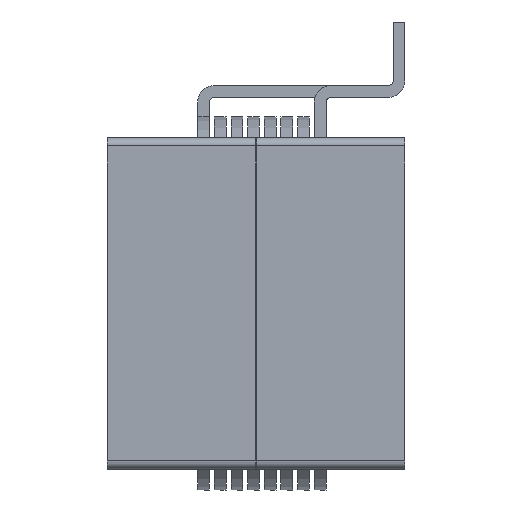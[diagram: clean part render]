
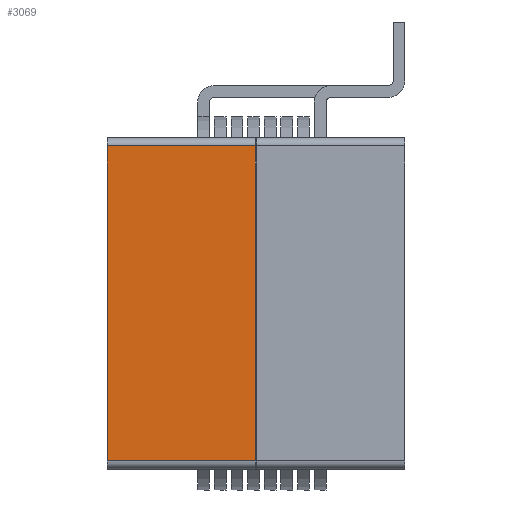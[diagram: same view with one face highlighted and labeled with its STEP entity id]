
A CAD part, left-side view. The second image highlights one B-rep face of the part: STEP entity #3069.
In plain terms, the highlighted planar face has unit normal (-1, 0, 0).
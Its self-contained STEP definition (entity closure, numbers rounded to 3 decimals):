
#95 = LINE ( 'NONE', #1763, #1650 ) ;
#481 = LINE ( 'NONE', #4310, #4461 ) ;
#835 = ORIENTED_EDGE ( 'NONE', *, *, #3415, .F. ) ;
#844 = FACE_OUTER_BOUND ( 'NONE', #4675, .T. ) ;
#879 = DIRECTION ( 'NONE',  ( 0., 0., 1. ) ) ;
#897 = CARTESIAN_POINT ( 'NONE',  ( -13.95, 17.78, -9.4 ) ) ;
#1062 = CARTESIAN_POINT ( 'NONE',  ( -13.95, 17.78, -9.4 ) ) ;
#1105 = CARTESIAN_POINT ( 'NONE',  ( -13.95, 17.78, 9.4 ) ) ;
#1449 = VERTEX_POINT ( 'NONE', #3372 ) ;
#1650 = VECTOR ( 'NONE', #3477, 1000. ) ;
#1763 = CARTESIAN_POINT ( 'NONE',  ( -13.95, 17.78, 9.4 ) ) ;
#1817 = EDGE_CURVE ( 'NONE', #4826, #4689, #95, .T. ) ;
#2179 = VECTOR ( 'NONE', #2363, 1000. ) ;
#2204 = ORIENTED_EDGE ( 'NONE', *, *, #4062, .T. ) ;
#2244 = ORIENTED_EDGE ( 'NONE', *, *, #5095, .T. ) ;
#2363 = DIRECTION ( 'NONE',  ( 0., -1., 0. ) ) ;
#2409 = DIRECTION ( 'NONE',  ( 0., 0., -1. ) ) ;
#2488 = PLANE ( 'NONE',  #5001 ) ;
#2500 = LINE ( 'NONE', #3706, #3553 ) ;
#2768 = LINE ( 'NONE', #1062, #2179 ) ;
#2927 = DIRECTION ( 'NONE',  ( 0., 0., 1. ) ) ;
#3069 = ADVANCED_FACE ( 'NONE', ( #844 ), #2488, .F. ) ;
#3372 = CARTESIAN_POINT ( 'NONE',  ( -13.95, 8.94, -9.4 ) ) ;
#3415 = EDGE_CURVE ( 'NONE', #4344, #4826, #2500, .T. ) ;
#3445 = CARTESIAN_POINT ( 'NONE',  ( -13.95, 8.94, 9.4 ) ) ;
#3477 = DIRECTION ( 'NONE',  ( 0., -1., 0. ) ) ;
#3553 = VECTOR ( 'NONE', #879, 1000. ) ;
#3706 = CARTESIAN_POINT ( 'NONE',  ( -13.95, 17.78, 9.4 ) ) ;
#4062 = EDGE_CURVE ( 'NONE', #4344, #1449, #2768, .T. ) ;
#4112 = CARTESIAN_POINT ( 'NONE',  ( -13.95, 17.78, 9.4 ) ) ;
#4310 = CARTESIAN_POINT ( 'NONE',  ( -13.95, 8.94, 9.4 ) ) ;
#4344 = VERTEX_POINT ( 'NONE', #897 ) ;
#4445 = DIRECTION ( 'NONE',  ( 1., 0., 0. ) ) ;
#4461 = VECTOR ( 'NONE', #2927, 1000. ) ;
#4675 = EDGE_LOOP ( 'NONE', ( #2204, #2244, #4977, #835 ) ) ;
#4689 = VERTEX_POINT ( 'NONE', #3445 ) ;
#4826 = VERTEX_POINT ( 'NONE', #1105 ) ;
#4977 = ORIENTED_EDGE ( 'NONE', *, *, #1817, .F. ) ;
#5001 = AXIS2_PLACEMENT_3D ( 'NONE', #4112, #4445, #2409 ) ;
#5095 = EDGE_CURVE ( 'NONE', #1449, #4689, #481, .T. ) ;
